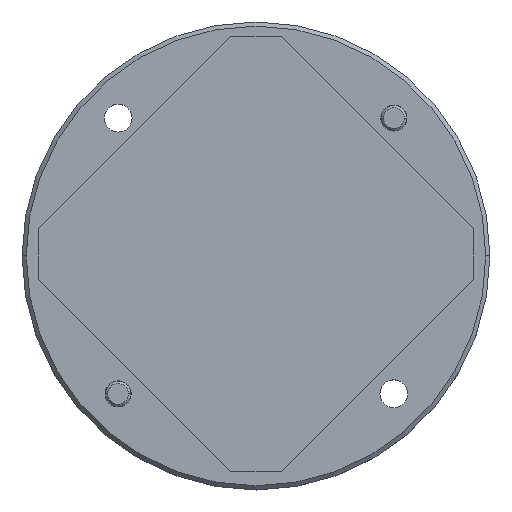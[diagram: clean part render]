
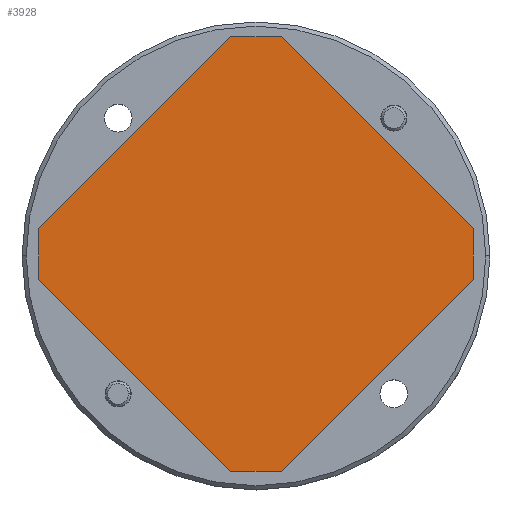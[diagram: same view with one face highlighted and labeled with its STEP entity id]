
A CAD part, top view. The second image highlights one B-rep face of the part: STEP entity #3928.
In plain terms, the highlighted planar face has unit normal (0, 0, 1).
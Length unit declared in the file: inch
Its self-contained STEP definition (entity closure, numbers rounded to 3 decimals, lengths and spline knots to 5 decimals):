
#136 = VERTEX_POINT ( 'NONE', #330 ) ;
#141 = LINE ( 'NONE', #3864, #1861 ) ;
#159 = LINE ( 'NONE', #1181, #3534 ) ;
#208 = DIRECTION ( 'NONE',  ( 0.707, 0.707, 0. ) ) ;
#330 = CARTESIAN_POINT ( 'NONE',  ( -3.23219, 0.94854, 2.80724 ) ) ;
#334 = DIRECTION ( 'NONE',  ( -1., 0., 0. ) ) ;
#459 = CARTESIAN_POINT ( 'NONE',  ( -3.17197, 0.94854, 2.80724 ) ) ;
#469 = DIRECTION ( 'NONE',  ( 0., 1., 0. ) ) ;
#491 = DIRECTION ( 'NONE',  ( 0., -1., 0. ) ) ;
#558 = VERTEX_POINT ( 'NONE', #2513 ) ;
#576 = EDGE_CURVE ( 'NONE', #1245, #577, #2200, .T. ) ;
#577 = VERTEX_POINT ( 'NONE', #4347 ) ;
#700 = DIRECTION ( 'NONE',  ( 0., 0., 1. ) ) ;
#778 = LINE ( 'NONE', #459, #4495 ) ;
#786 = DIRECTION ( 'NONE',  ( 1., 0., 0. ) ) ;
#789 = VERTEX_POINT ( 'NONE', #4025 ) ;
#1060 = PLANE ( 'NONE',  #2033 ) ;
#1137 = ORIENTED_EDGE ( 'NONE', *, *, #2668, .F. ) ;
#1181 = CARTESIAN_POINT ( 'NONE',  ( -2.87456, 0.71135, 2.80724 ) ) ;
#1245 = VERTEX_POINT ( 'NONE', #2109 ) ;
#1282 = DIRECTION ( 'NONE',  ( -0.707, -0.707, 0. ) ) ;
#1482 = VERTEX_POINT ( 'NONE', #3228 ) ;
#1500 = VECTOR ( 'NONE', #469, 39.37008 ) ;
#1590 = ORIENTED_EDGE ( 'NONE', *, *, #3847, .F. ) ;
#1677 = CARTESIAN_POINT ( 'NONE',  ( -3.17197, -0.09715, 2.80724 ) ) ;
#1821 = CARTESIAN_POINT ( 'NONE',  ( -3.17197, 0.42569, 2.80724 ) ) ;
#1850 = EDGE_CURVE ( 'NONE', #2842, #1482, #141, .T. ) ;
#1861 = VECTOR ( 'NONE', #491, 39.37008 ) ;
#1871 = DIRECTION ( 'NONE',  ( -0.707, 0.707, 0. ) ) ;
#1939 = LINE ( 'NONE', #4075, #2262 ) ;
#1944 = ORIENTED_EDGE ( 'NONE', *, *, #2411, .F. ) ;
#1974 = EDGE_CURVE ( 'NONE', #577, #136, #2674, .T. ) ;
#2033 = AXIS2_PLACEMENT_3D ( 'NONE', #1821, #700, #786 ) ;
#2109 = CARTESIAN_POINT ( 'NONE',  ( -3.69469, 0.36535, 2.80724 ) ) ;
#2155 = FACE_OUTER_BOUND ( 'NONE', #4078, .T. ) ;
#2200 = LINE ( 'NONE', #3626, #1500 ) ;
#2262 = VECTOR ( 'NONE', #1871, 39.37008 ) ;
#2411 = EDGE_CURVE ( 'NONE', #136, #558, #778, .T. ) ;
#2513 = CARTESIAN_POINT ( 'NONE',  ( -3.11174, 0.94854, 2.80724 ) ) ;
#2668 = EDGE_CURVE ( 'NONE', #3829, #1245, #1939, .T. ) ;
#2674 = LINE ( 'NONE', #4479, #4259 ) ;
#2842 = VERTEX_POINT ( 'NONE', #4386 ) ;
#2921 = ORIENTED_EDGE ( 'NONE', *, *, #1850, .F. ) ;
#2970 = CARTESIAN_POINT ( 'NONE',  ( -3.23219, -0.09715, 2.80724 ) ) ;
#3025 = VECTOR ( 'NONE', #1282, 39.37008 ) ;
#3083 = LINE ( 'NONE', #3738, #3025 ) ;
#3110 = ORIENTED_EDGE ( 'NONE', *, *, #1974, .F. ) ;
#3228 = CARTESIAN_POINT ( 'NONE',  ( -2.64924, 0.36535, 2.80724 ) ) ;
#3337 = ORIENTED_EDGE ( 'NONE', *, *, #4332, .F. ) ;
#3534 = VECTOR ( 'NONE', #3568, 39.37008 ) ;
#3568 = DIRECTION ( 'NONE',  ( 0.707, -0.707, 0. ) ) ;
#3626 = CARTESIAN_POINT ( 'NONE',  ( -3.69469, 0.42569, 2.80724 ) ) ;
#3738 = CARTESIAN_POINT ( 'NONE',  ( -2.87456, 0.14003, 2.80724 ) ) ;
#3829 = VERTEX_POINT ( 'NONE', #2970 ) ;
#3847 = EDGE_CURVE ( 'NONE', #1482, #789, #3083, .T. ) ;
#3864 = CARTESIAN_POINT ( 'NONE',  ( -2.64924, 0.42569, 2.80724 ) ) ;
#3892 = DIRECTION ( 'NONE',  ( 1., 0., 0. ) ) ;
#3928 = ADVANCED_FACE ( 'NONE', ( #2155 ), #1060, .T. ) ;
#4025 = CARTESIAN_POINT ( 'NONE',  ( -3.11174, -0.09715, 2.80724 ) ) ;
#4075 = CARTESIAN_POINT ( 'NONE',  ( -3.46938, 0.14003, 2.80724 ) ) ;
#4078 = EDGE_LOOP ( 'NONE', ( #1944, #3110, #4499, #1137, #4560, #1590, #2921, #3337 ) ) ;
#4196 = LINE ( 'NONE', #1677, #4581 ) ;
#4257 = EDGE_CURVE ( 'NONE', #789, #3829, #4196, .T. ) ;
#4259 = VECTOR ( 'NONE', #208, 39.37008 ) ;
#4332 = EDGE_CURVE ( 'NONE', #558, #2842, #159, .T. ) ;
#4347 = CARTESIAN_POINT ( 'NONE',  ( -3.69469, 0.48604, 2.80724 ) ) ;
#4386 = CARTESIAN_POINT ( 'NONE',  ( -2.64924, 0.48604, 2.80724 ) ) ;
#4479 = CARTESIAN_POINT ( 'NONE',  ( -3.46938, 0.71135, 2.80724 ) ) ;
#4495 = VECTOR ( 'NONE', #3892, 39.37008 ) ;
#4499 = ORIENTED_EDGE ( 'NONE', *, *, #576, .F. ) ;
#4560 = ORIENTED_EDGE ( 'NONE', *, *, #4257, .F. ) ;
#4581 = VECTOR ( 'NONE', #334, 39.37008 ) ;
